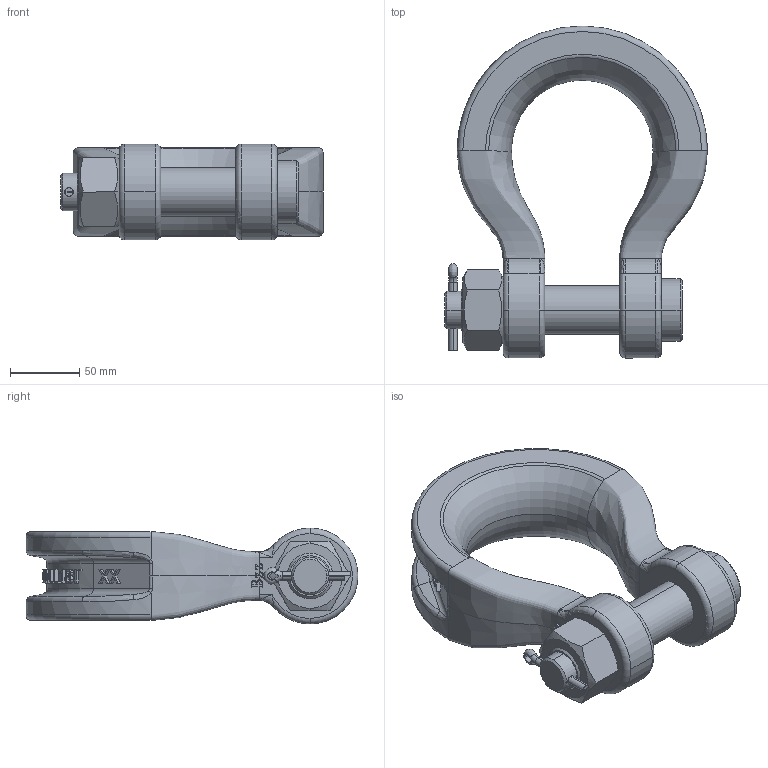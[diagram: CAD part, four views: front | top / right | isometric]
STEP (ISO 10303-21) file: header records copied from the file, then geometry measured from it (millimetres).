
FILE_DESCRIPTION(('STEP AP214'),'1');
FILE_NAME('slgpf0018.stp','2017-03-31T06:33:18',('TraceParts'),('TraceParts S.A.'),'Spatial InterOp 3D',' ',' ');
FILE_SCHEMA(('automotive_design'));
Length unit declared in the file: millimetre
Products named in the file (4): slgpf0018_1; slgpf0018_2; slgpf0018_3; slgpf0018_4
Bounding box: 189 x 239 x 69 mm (x, y, z)
Volume: 1025617.9 mm3; surface area: 136128.9 mm2
Topology: 4 solids, 4 shells, 607 faces, 1622 edges, 1057 vertices
Faces by surface type: plane 286, bspline 188, cylinder 93, torus 26, cone 14
Entity records: 58337 total; most frequent: CARTESIAN_POINT 39429, ORIENTED_EDGE 3228, DIRECTION 2342, EDGE_CURVE 1614, VERTEX_POINT 1057, LINE 864, VECTOR 864, AXIS2_PLACEMENT_3D 739
